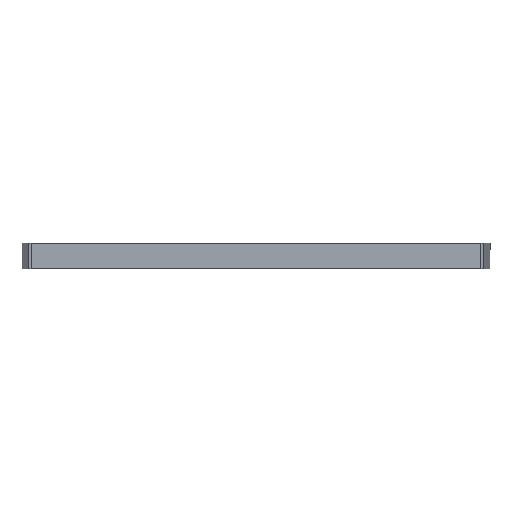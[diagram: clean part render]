
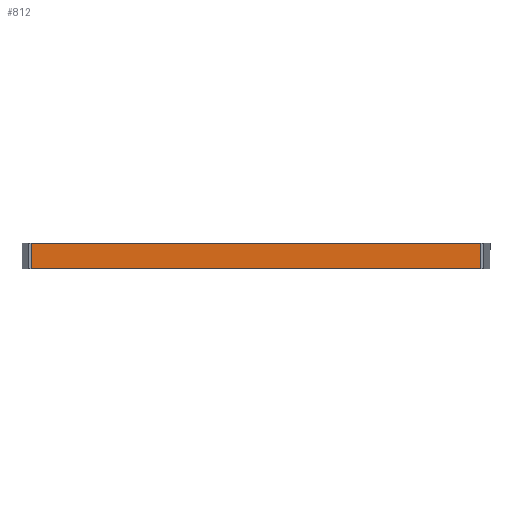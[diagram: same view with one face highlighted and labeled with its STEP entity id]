
A CAD part, left-side view. The second image highlights one B-rep face of the part: STEP entity #812.
In plain terms, the highlighted planar face has unit normal (-1, 0, 0).
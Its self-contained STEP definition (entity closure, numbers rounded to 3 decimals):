
#231 = VERTEX_POINT ( 'NONE', #6552 ) ;
#568 = LINE ( 'NONE', #1003, #6119 ) ;
#569 = ORIENTED_EDGE ( 'NONE', *, *, #3351, .T. ) ;
#812 = ADVANCED_FACE ( 'NONE', ( #6429 ), #953, .T. ) ;
#882 = CARTESIAN_POINT ( 'NONE',  ( -230.9, 331.6, 0. ) ) ;
#953 = PLANE ( 'NONE',  #2076 ) ;
#1003 = CARTESIAN_POINT ( 'NONE',  ( -230.9, 331.6, 0. ) ) ;
#1546 = DIRECTION ( 'NONE',  ( 0., 0., -1. ) ) ;
#1888 = EDGE_CURVE ( 'NONE', #3054, #5231, #5983, .T. ) ;
#1994 = EDGE_LOOP ( 'NONE', ( #2817, #4484, #5958, #569 ) ) ;
#2076 = AXIS2_PLACEMENT_3D ( 'NONE', #882, #5433, #5391 ) ;
#2323 = EDGE_CURVE ( 'NONE', #231, #5231, #4314, .T. ) ;
#2483 = DIRECTION ( 'NONE',  ( 0., -1., 0. ) ) ;
#2638 = CARTESIAN_POINT ( 'NONE',  ( -230.9, 331.6, 37.3 ) ) ;
#2817 = ORIENTED_EDGE ( 'NONE', *, *, #5414, .T. ) ;
#2894 = VECTOR ( 'NONE', #2483, 1000. ) ;
#3054 = VERTEX_POINT ( 'NONE', #4250 ) ;
#3351 = EDGE_CURVE ( 'NONE', #3054, #5326, #6592, .T. ) ;
#3377 = CARTESIAN_POINT ( 'NONE',  ( -230.9, -331.6, 0. ) ) ;
#3448 = DIRECTION ( 'NONE',  ( 0., 0., -1. ) ) ;
#3680 = CARTESIAN_POINT ( 'NONE',  ( -230.9, 0., 0. ) ) ;
#4250 = CARTESIAN_POINT ( 'NONE',  ( -230.9, -331.6, 37.3 ) ) ;
#4314 = LINE ( 'NONE', #3680, #2894 ) ;
#4484 = ORIENTED_EDGE ( 'NONE', *, *, #2323, .T. ) ;
#4824 = DIRECTION ( 'NONE',  ( 0., 1., 0. ) ) ;
#4905 = CARTESIAN_POINT ( 'NONE',  ( -230.9, -331.6, 0. ) ) ;
#5231 = VERTEX_POINT ( 'NONE', #4905 ) ;
#5326 = VERTEX_POINT ( 'NONE', #5395 ) ;
#5391 = DIRECTION ( 'NONE',  ( 0., 0., 1. ) ) ;
#5395 = CARTESIAN_POINT ( 'NONE',  ( -230.9, 331.6, 37.3 ) ) ;
#5414 = EDGE_CURVE ( 'NONE', #5326, #231, #568, .T. ) ;
#5433 = DIRECTION ( 'NONE',  ( -1., 0., 0. ) ) ;
#5717 = VECTOR ( 'NONE', #3448, 1000. ) ;
#5958 = ORIENTED_EDGE ( 'NONE', *, *, #1888, .F. ) ;
#5983 = LINE ( 'NONE', #3377, #5717 ) ;
#6119 = VECTOR ( 'NONE', #1546, 1000. ) ;
#6429 = FACE_OUTER_BOUND ( 'NONE', #1994, .T. ) ;
#6552 = CARTESIAN_POINT ( 'NONE',  ( -230.9, 331.6, 0. ) ) ;
#6592 = LINE ( 'NONE', #2638, #7118 ) ;
#7118 = VECTOR ( 'NONE', #4824, 1000. ) ;
